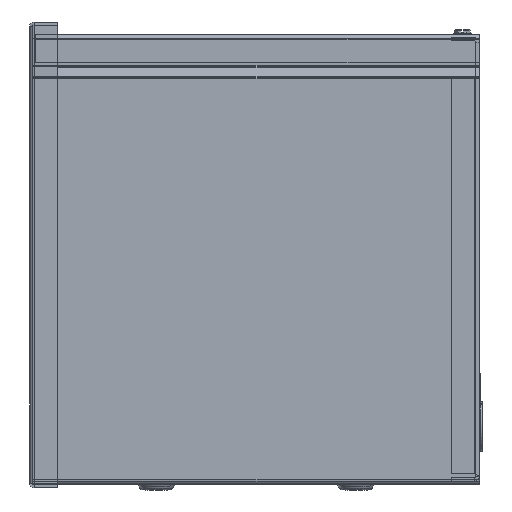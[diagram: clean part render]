
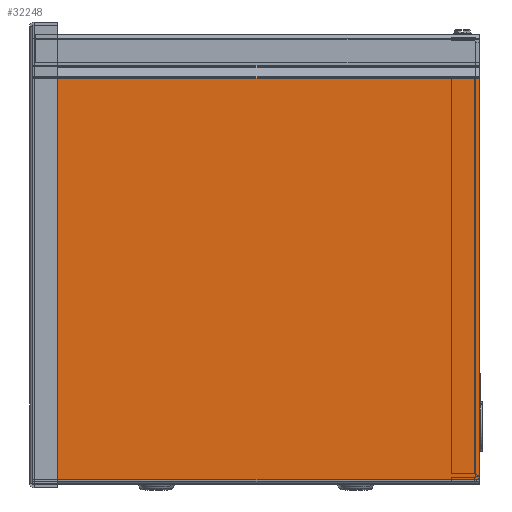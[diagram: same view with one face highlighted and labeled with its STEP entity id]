
A CAD part, left-side view. The second image highlights one B-rep face of the part: STEP entity #32248.
In plain terms, the highlighted planar face has unit normal (-1, 0, 0).
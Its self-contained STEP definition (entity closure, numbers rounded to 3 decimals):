
#1648=LINE($,#46774,#4196);
#1651=LINE($,#46780,#4199);
#1659=LINE($,#46803,#4207);
#1660=LINE($,#46807,#4208);
#4196=VECTOR($,#37694,10.063);
#4199=VECTOR($,#37699,9.048);
#4207=VECTOR($,#37731,10.063);
#4208=VECTOR($,#37738,9.048);
#6723=PLANE($,#34229);
#7901=FACE_OUTER_BOUND($,#9789,.T.);
#9789=EDGE_LOOP($,(#20921,#20922,#20923,#20924));
#13263=VERTEX_POINT($,#46762);
#13264=VERTEX_POINT($,#46766);
#13266=VERTEX_POINT($,#46778);
#13269=VERTEX_POINT($,#46802);
#16175=EDGE_CURVE($,#13263,#13264,#1648,.T.);
#16178=EDGE_CURVE($,#13266,#13264,#1651,.T.);
#16190=EDGE_CURVE($,#13266,#13269,#1659,.T.);
#16193=EDGE_CURVE($,#13263,#13269,#1660,.T.);
#20921=ORIENTED_EDGE($,*,*,#16175,.T.);
#20922=ORIENTED_EDGE($,*,*,#16178,.F.);
#20923=ORIENTED_EDGE($,*,*,#16190,.T.);
#20924=ORIENTED_EDGE($,*,*,#16193,.F.);
#32248=ADVANCED_FACE($,(#7901),#6723,.F.);
#34229=AXIS2_PLACEMENT_3D($,#46815,#37750,#37751);
#37694=DIRECTION($,(0.,1.,0.));
#37699=DIRECTION($,(0.,0.,1.));
#37731=DIRECTION($,(0.,-1.,0.));
#37738=DIRECTION($,(0.,0.,-1.));
#37750=DIRECTION('center_axis',(1.,0.,0.));
#37751=DIRECTION('ref_axis',(0.,0.,-1.));
#46762=CARTESIAN_POINT('',(-36.062,-5.031,9.154));
#46766=CARTESIAN_POINT('',(-36.062,5.031,9.154));
#46774=CARTESIAN_POINT($,(-36.062,2.516,9.154));
#46778=CARTESIAN_POINT('',(-36.063,5.031,0.105));
#46780=CARTESIAN_POINT($,(-36.063,5.031,0.105));
#46802=CARTESIAN_POINT('',(-36.063,-5.031,0.105));
#46803=CARTESIAN_POINT($,(-36.063,0.,0.105));
#46807=CARTESIAN_POINT($,(-36.063,-5.031,-0.04));
#46815=CARTESIAN_POINT('Origin',(-36.062,0.,4.604));
